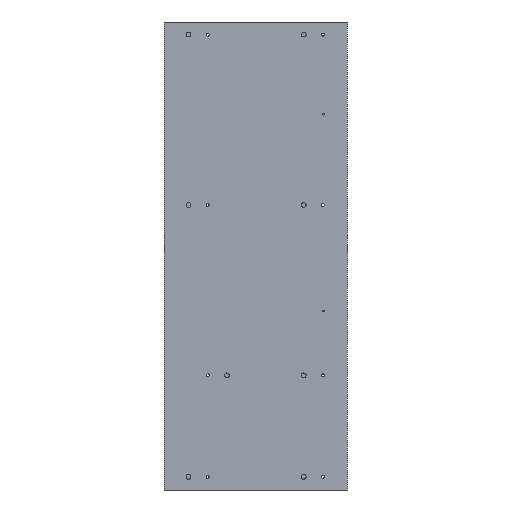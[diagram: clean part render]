
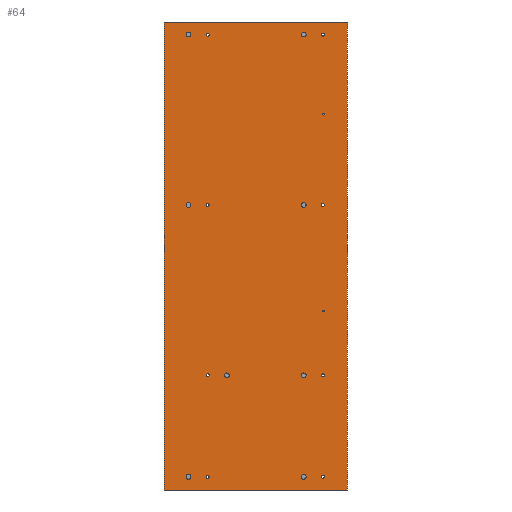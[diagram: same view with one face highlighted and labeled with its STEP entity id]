
A CAD part, left-side view. The second image highlights one B-rep face of the part: STEP entity #64.
In plain terms, the highlighted planar face has unit normal (-1, 0, 0).
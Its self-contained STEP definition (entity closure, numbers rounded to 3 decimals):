
#64=ADVANCED_FACE('',(#152,#153,#154,#155,#156,#157,#158,#159,#160,#161,#162,#163,#164,#165,#166,#167,#168,#169,#170),#171,.T.);
#152=FACE_BOUND('',#305,.T.);
#153=FACE_BOUND('',#306,.T.);
#154=FACE_BOUND('',#307,.T.);
#155=FACE_BOUND('',#308,.T.);
#156=FACE_BOUND('',#309,.T.);
#157=FACE_BOUND('',#310,.T.);
#158=FACE_BOUND('',#311,.T.);
#159=FACE_BOUND('',#312,.T.);
#160=FACE_BOUND('',#313,.T.);
#161=FACE_BOUND('',#314,.T.);
#162=FACE_BOUND('',#315,.T.);
#163=FACE_BOUND('',#316,.T.);
#164=FACE_BOUND('',#317,.T.);
#165=FACE_BOUND('',#318,.T.);
#166=FACE_BOUND('',#319,.T.);
#167=FACE_BOUND('',#320,.T.);
#168=FACE_BOUND('',#321,.T.);
#169=FACE_BOUND('',#322,.T.);
#170=FACE_OUTER_BOUND('',#323,.T.);
#171=PLANE('',#324);
#305=EDGE_LOOP('',(#467));
#306=EDGE_LOOP('',(#468));
#307=EDGE_LOOP('',(#469));
#308=EDGE_LOOP('',(#470));
#309=EDGE_LOOP('',(#471));
#310=EDGE_LOOP('',(#472));
#311=EDGE_LOOP('',(#473));
#312=EDGE_LOOP('',(#474));
#313=EDGE_LOOP('',(#475));
#314=EDGE_LOOP('',(#476));
#315=EDGE_LOOP('',(#477));
#316=EDGE_LOOP('',(#478));
#317=EDGE_LOOP('',(#479));
#318=EDGE_LOOP('',(#480));
#319=EDGE_LOOP('',(#481));
#320=EDGE_LOOP('',(#482));
#321=EDGE_LOOP('',(#483));
#322=EDGE_LOOP('',(#484));
#323=EDGE_LOOP('',(#485,#486,#487,#488));
#324=AXIS2_PLACEMENT_3D('',#489,#490,#491);
#467=ORIENTED_EDGE('',*,*,#688,.T.);
#468=ORIENTED_EDGE('',*,*,#689,.T.);
#469=ORIENTED_EDGE('',*,*,#690,.F.);
#470=ORIENTED_EDGE('',*,*,#691,.F.);
#471=ORIENTED_EDGE('',*,*,#692,.F.);
#472=ORIENTED_EDGE('',*,*,#693,.F.);
#473=ORIENTED_EDGE('',*,*,#694,.F.);
#474=ORIENTED_EDGE('',*,*,#695,.F.);
#475=ORIENTED_EDGE('',*,*,#696,.F.);
#476=ORIENTED_EDGE('',*,*,#697,.F.);
#477=ORIENTED_EDGE('',*,*,#698,.T.);
#478=ORIENTED_EDGE('',*,*,#699,.T.);
#479=ORIENTED_EDGE('',*,*,#700,.T.);
#480=ORIENTED_EDGE('',*,*,#701,.T.);
#481=ORIENTED_EDGE('',*,*,#702,.T.);
#482=ORIENTED_EDGE('',*,*,#703,.T.);
#483=ORIENTED_EDGE('',*,*,#704,.T.);
#484=ORIENTED_EDGE('',*,*,#705,.T.);
#485=ORIENTED_EDGE('',*,*,#685,.F.);
#486=ORIENTED_EDGE('',*,*,#706,.F.);
#487=ORIENTED_EDGE('',*,*,#680,.F.);
#488=ORIENTED_EDGE('',*,*,#676,.F.);
#489=CARTESIAN_POINT('',(682.5,17.5,390.0));
#490=DIRECTION('',(-1.0,0.0,0.0));
#491=DIRECTION('',(0.0,0.0,-1.0));
#676=EDGE_CURVE('',#758,#760,#761,.T.);
#680=EDGE_CURVE('',#760,#766,#767,.T.);
#685=EDGE_CURVE('',#773,#758,#775,.T.);
#688=EDGE_CURVE('',#778,#778,#779,.T.);
#689=EDGE_CURVE('',#780,#780,#781,.T.);
#690=EDGE_CURVE('',#782,#782,#783,.T.);
#691=EDGE_CURVE('',#784,#784,#785,.T.);
#692=EDGE_CURVE('',#786,#786,#787,.T.);
#693=EDGE_CURVE('',#788,#788,#789,.T.);
#694=EDGE_CURVE('',#790,#790,#791,.T.);
#695=EDGE_CURVE('',#792,#792,#793,.T.);
#696=EDGE_CURVE('',#794,#794,#795,.T.);
#697=EDGE_CURVE('',#796,#796,#797,.T.);
#698=EDGE_CURVE('',#798,#798,#799,.T.);
#699=EDGE_CURVE('',#800,#800,#801,.T.);
#700=EDGE_CURVE('',#802,#802,#803,.T.);
#701=EDGE_CURVE('',#804,#804,#805,.T.);
#702=EDGE_CURVE('',#806,#806,#807,.T.);
#703=EDGE_CURVE('',#808,#808,#809,.T.);
#704=EDGE_CURVE('',#810,#810,#811,.T.);
#705=EDGE_CURVE('',#812,#812,#813,.T.);
#706=EDGE_CURVE('',#766,#773,#814,.T.);
#758=VERTEX_POINT('',#884);
#760=VERTEX_POINT('',#887);
#761=LINE('',#888,#889);
#766=VERTEX_POINT('',#896);
#767=LINE('',#897,#898);
#773=VERTEX_POINT('',#906);
#775=LINE('',#909,#910);
#778=VERTEX_POINT('',#914);
#779=CIRCLE('',#915,1.25);
#780=VERTEX_POINT('',#916);
#781=CIRCLE('',#917,1.25);
#782=VERTEX_POINT('',#918);
#783=CIRCLE('',#919,2.5);
#784=VERTEX_POINT('',#920);
#785=CIRCLE('',#921,2.5);
#786=VERTEX_POINT('',#922);
#787=CIRCLE('',#923,2.5);
#788=VERTEX_POINT('',#924);
#789=CIRCLE('',#925,2.5);
#790=VERTEX_POINT('',#926);
#791=CIRCLE('',#927,2.5);
#792=VERTEX_POINT('',#928);
#793=CIRCLE('',#929,2.5);
#794=VERTEX_POINT('',#930);
#795=CIRCLE('',#931,2.5);
#796=VERTEX_POINT('',#932);
#797=CIRCLE('',#933,2.5);
#798=VERTEX_POINT('',#934);
#799=CIRCLE('',#935,4.0);
#800=VERTEX_POINT('',#936);
#801=CIRCLE('',#937,4.0);
#802=VERTEX_POINT('',#938);
#803=CIRCLE('',#939,4.0);
#804=VERTEX_POINT('',#940);
#805=CIRCLE('',#941,4.0);
#806=VERTEX_POINT('',#942);
#807=CIRCLE('',#943,4.0);
#808=VERTEX_POINT('',#944);
#809=CIRCLE('',#945,4.0);
#810=VERTEX_POINT('',#946);
#811=CIRCLE('',#947,4.0);
#812=VERTEX_POINT('',#948);
#813=CIRCLE('',#949,4.0);
#814=LINE('',#950,#951);
#884=CARTESIAN_POINT('',(682.5,170.0,780.0));
#887=CARTESIAN_POINT('',(682.5,-135.0,780.0));
#888=CARTESIAN_POINT('',(682.5,17.5,780.0));
#889=VECTOR('',#1021,1.0);
#896=CARTESIAN_POINT('',(682.5,-135.0,0.0));
#897=CARTESIAN_POINT('',(682.5,-135.0,390.0));
#898=VECTOR('',#1024,1.0);
#906=CARTESIAN_POINT('',(682.5,170.0,0.0));
#909=CARTESIAN_POINT('',(682.5,170.0,390.0));
#910=VECTOR('',#1028,1.0);
#914=CARTESIAN_POINT('',(682.5,-96.25,298.0));
#915=AXIS2_PLACEMENT_3D('',#1030,#1031,#1032);
#916=CARTESIAN_POINT('',(682.5,-96.25,626.0));
#917=AXIS2_PLACEMENT_3D('',#1033,#1034,#1035);
#918=CARTESIAN_POINT('',(682.5,98.0,24.5));
#919=AXIS2_PLACEMENT_3D('',#1036,#1037,#1038);
#920=CARTESIAN_POINT('',(682.5,-94.0,24.5));
#921=AXIS2_PLACEMENT_3D('',#1039,#1040,#1041);
#922=CARTESIAN_POINT('',(682.5,98.0,193.5));
#923=AXIS2_PLACEMENT_3D('',#1042,#1043,#1044);
#924=CARTESIAN_POINT('',(682.5,-94.0,193.5));
#925=AXIS2_PLACEMENT_3D('',#1045,#1046,#1047);
#926=CARTESIAN_POINT('',(682.5,98.0,477.5));
#927=AXIS2_PLACEMENT_3D('',#1048,#1049,#1050);
#928=CARTESIAN_POINT('',(682.5,-94.0,477.5));
#929=AXIS2_PLACEMENT_3D('',#1051,#1052,#1053);
#930=CARTESIAN_POINT('',(682.5,98.0,761.5));
#931=AXIS2_PLACEMENT_3D('',#1054,#1055,#1056);
#932=CARTESIAN_POINT('',(682.5,-94.0,761.5));
#933=AXIS2_PLACEMENT_3D('',#1057,#1058,#1059);
#934=CARTESIAN_POINT('',(682.5,134.0,759.0));
#935=AXIS2_PLACEMENT_3D('',#1060,#1061,#1062);
#936=CARTESIAN_POINT('',(682.5,-58.0,759.0));
#937=AXIS2_PLACEMENT_3D('',#1063,#1064,#1065);
#938=CARTESIAN_POINT('',(682.5,134.0,475.0));
#939=AXIS2_PLACEMENT_3D('',#1066,#1067,#1068);
#940=CARTESIAN_POINT('',(682.5,-58.0,475.0));
#941=AXIS2_PLACEMENT_3D('',#1069,#1070,#1071);
#942=CARTESIAN_POINT('',(682.5,70.0,191.0));
#943=AXIS2_PLACEMENT_3D('',#1072,#1073,#1074);
#944=CARTESIAN_POINT('',(682.5,-58.0,191.0));
#945=AXIS2_PLACEMENT_3D('',#1075,#1076,#1077);
#946=CARTESIAN_POINT('',(682.5,134.0,22.0));
#947=AXIS2_PLACEMENT_3D('',#1078,#1079,#1080);
#948=CARTESIAN_POINT('',(682.5,-58.0,22.0));
#949=AXIS2_PLACEMENT_3D('',#1081,#1082,#1083);
#950=CARTESIAN_POINT('',(682.5,17.5,0.0));
#951=VECTOR('',#1084,1.0);
#1021=DIRECTION('',(0.0,-1.0,0.0));
#1024=DIRECTION('',(0.0,0.0,-1.0));
#1028=DIRECTION('',(0.0,0.0,1.0));
#1030=CARTESIAN_POINT('',(682.5,-95.0,298.0));
#1031=DIRECTION('',(1.0,0.0,0.0));
#1032=DIRECTION('',(0.0,-1.0,0.0));
#1033=CARTESIAN_POINT('',(682.5,-95.0,626.0));
#1034=DIRECTION('',(1.0,0.0,0.0));
#1035=DIRECTION('',(0.0,-1.0,0.0));
#1036=CARTESIAN_POINT('',(682.5,98.0,22.0));
#1037=DIRECTION('',(-1.0,0.0,0.0));
#1038=DIRECTION('',(0.0,0.0,1.0));
#1039=CARTESIAN_POINT('',(682.5,-94.0,22.0));
#1040=DIRECTION('',(-1.0,0.0,0.0));
#1041=DIRECTION('',(0.0,0.0,1.0));
#1042=CARTESIAN_POINT('',(682.5,98.0,191.0));
#1043=DIRECTION('',(-1.0,0.0,0.0));
#1044=DIRECTION('',(0.0,0.0,1.0));
#1045=CARTESIAN_POINT('',(682.5,-94.0,191.0));
#1046=DIRECTION('',(-1.0,0.0,0.0));
#1047=DIRECTION('',(0.0,0.0,1.0));
#1048=CARTESIAN_POINT('',(682.5,98.0,475.0));
#1049=DIRECTION('',(-1.0,0.0,0.0));
#1050=DIRECTION('',(0.0,0.0,1.0));
#1051=CARTESIAN_POINT('',(682.5,-94.0,475.0));
#1052=DIRECTION('',(-1.0,0.0,0.0));
#1053=DIRECTION('',(0.0,0.0,1.0));
#1054=CARTESIAN_POINT('',(682.5,98.0,759.0));
#1055=DIRECTION('',(-1.0,0.0,0.0));
#1056=DIRECTION('',(0.0,0.0,1.0));
#1057=CARTESIAN_POINT('',(682.5,-94.0,759.0));
#1058=DIRECTION('',(-1.0,0.0,0.0));
#1059=DIRECTION('',(0.0,0.0,1.0));
#1060=CARTESIAN_POINT('',(682.5,130.0,759.0));
#1061=DIRECTION('',(1.0,0.,0.0));
#1062=DIRECTION('',(0.,1.0,0.0));
#1063=CARTESIAN_POINT('',(682.5,-62.0,759.0));
#1064=DIRECTION('',(1.0,0.,0.0));
#1065=DIRECTION('',(0.,1.0,0.0));
#1066=CARTESIAN_POINT('',(682.5,130.0,475.0));
#1067=DIRECTION('',(1.0,0.,0.0));
#1068=DIRECTION('',(0.,1.0,0.0));
#1069=CARTESIAN_POINT('',(682.5,-62.0,475.0));
#1070=DIRECTION('',(1.0,0.,0.0));
#1071=DIRECTION('',(0.,1.0,0.0));
#1072=CARTESIAN_POINT('',(682.5,66.0,191.0));
#1073=DIRECTION('',(1.0,0.,0.0));
#1074=DIRECTION('',(0.,1.0,0.0));
#1075=CARTESIAN_POINT('',(682.5,-62.0,191.0));
#1076=DIRECTION('',(1.0,0.,0.0));
#1077=DIRECTION('',(0.,1.0,0.0));
#1078=CARTESIAN_POINT('',(682.5,130.0,22.0));
#1079=DIRECTION('',(1.0,0.,0.0));
#1080=DIRECTION('',(0.,1.0,0.0));
#1081=CARTESIAN_POINT('',(682.5,-62.0,22.0));
#1082=DIRECTION('',(1.0,0.,0.0));
#1083=DIRECTION('',(0.,1.0,0.0));
#1084=DIRECTION('',(0.0,1.0,0.0));
